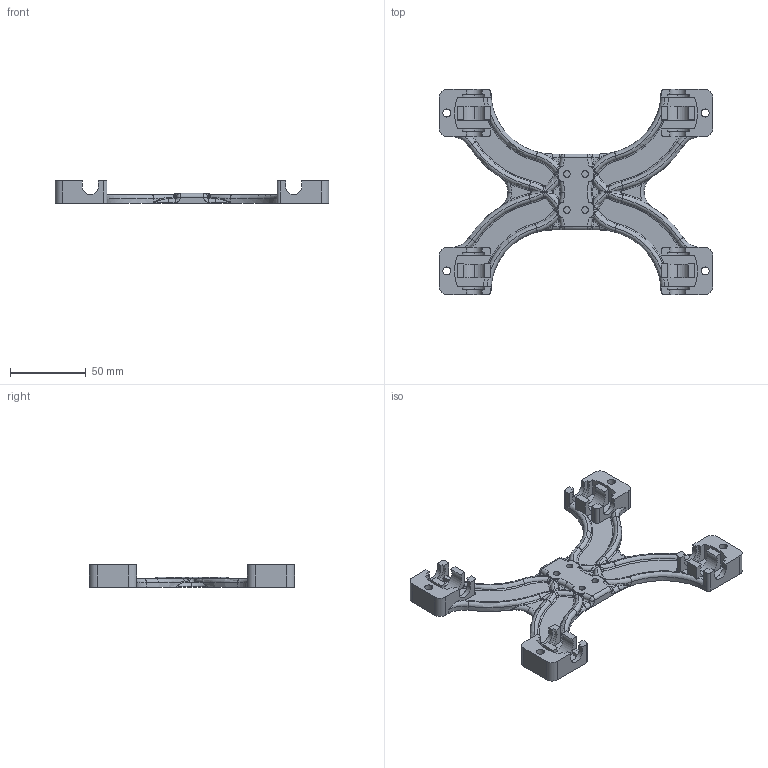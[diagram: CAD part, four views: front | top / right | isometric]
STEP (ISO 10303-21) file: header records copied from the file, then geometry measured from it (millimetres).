
FILE_DESCRIPTION (( 'STEP AP203' ), '1' );
FILE_NAME ('Y_Cart_ReplicatorResize_x1.STEP', '2012-09-17T18:20:24', ( '' ), ( '' ), 'SwSTEP 2.0', 'SolidWorks 2012', '' );
FILE_SCHEMA (( 'CONFIG_CONTROL_DESIGN' ));
Length unit declared in the file: millimetre
Products named in the file (1): Y_Cart_ReplicatorResize_x1
Bounding box: 180 x 135 x 14.78 mm (x, y, z)
Volume: 68200.8 mm3; surface area: 38371.1 mm2
Topology: 1 solids, 1 shells, 591 faces, 1499 edges, 894 vertices
Faces by surface type: plane 172, bspline 156, cylinder 140, torus 123
Entity records: 22375 total; most frequent: CARTESIAN_POINT 9185, ORIENTED_EDGE 2934, DIRECTION 2558, EDGE_CURVE 1467, AXIS2_PLACEMENT_3D 1025, VERTEX_POINT 894, EDGE_LOOP 615, ADVANCED_FACE 591
